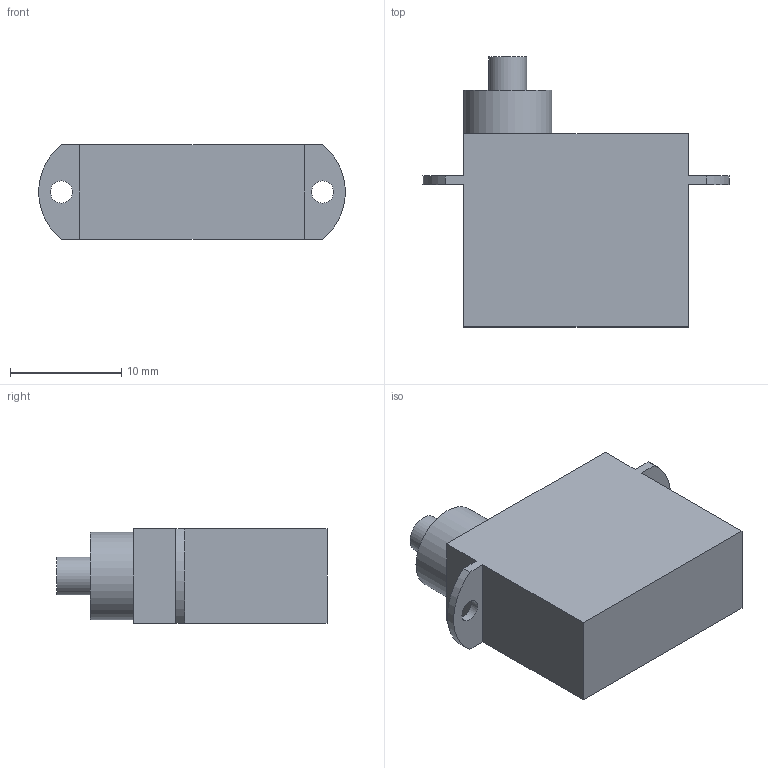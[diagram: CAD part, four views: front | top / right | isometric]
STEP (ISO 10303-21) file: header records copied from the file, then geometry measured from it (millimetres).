
FILE_DESCRIPTION(/* description */ (''),/* implementation_level */ '2;1');
FILE_NAME(/* name */ 'Pololu#1053 v4.step',/* time_stamp */ '2018-12-23T18:58:44+01:00',/* author */ ('joernAB29F'),/* organization */ (''),/* preprocessor_version */ 'ST-DEVELOPER v17.2',/* originating_system */ 'Autodesk Translation Framework v7.6.0.251',/* authorisation */ '');
FILE_SCHEMA (('AUTOMOTIVE_DESIGN { 1 0 10303 214 3 1 1 }'));
Length unit declared in the file: millimetre
Products named in the file (1): #663
Bounding box: 27.56 x 24.3 x 8.5 mm (x, y, z)
Volume: 3243 mm3; surface area: 1580.6 mm2
Topology: 1 solids, 1 shells, 20 faces, 52 edges, 35 vertices
Faces by surface type: plane 14, cylinder 6
Full cylindrical faces by diameter (mm): 2 x2, 3.413 x1, 7.9 x1
Entity records: 667 total; most frequent: DIRECTION 109, CARTESIAN_POINT 108, ORIENTED_EDGE 104, EDGE_CURVE 52, LINE 37, VECTOR 37, AXIS2_PLACEMENT_3D 36, VERTEX_POINT 35
